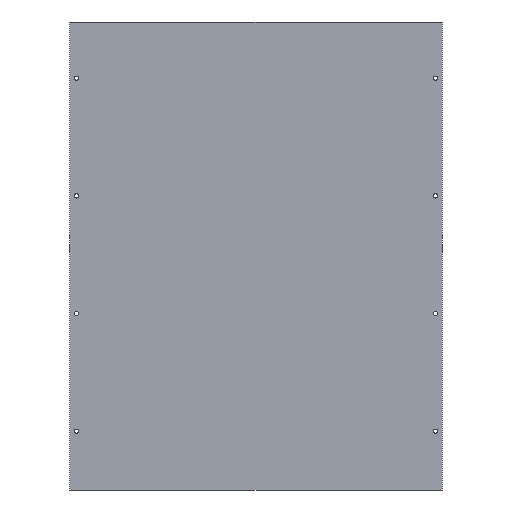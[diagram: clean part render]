
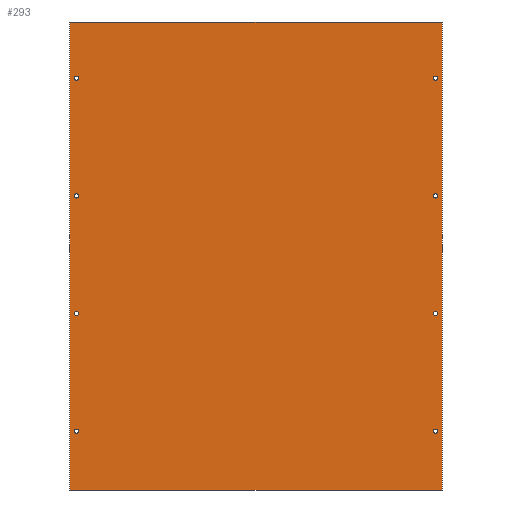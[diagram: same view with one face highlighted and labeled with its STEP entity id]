
A CAD part, left-side view. The second image highlights one B-rep face of the part: STEP entity #293.
In plain terms, the highlighted planar face has unit normal (-1, 0, 0).
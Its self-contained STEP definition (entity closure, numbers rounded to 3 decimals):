
#23=FACE_BOUND('',#68,.T.);
#24=FACE_BOUND('',#69,.T.);
#25=FACE_BOUND('',#70,.T.);
#26=FACE_BOUND('',#71,.T.);
#27=FACE_BOUND('',#72,.T.);
#28=FACE_BOUND('',#73,.T.);
#29=FACE_BOUND('',#74,.T.);
#30=FACE_BOUND('',#75,.T.);
#43=PLANE('',#342);
#53=FACE_OUTER_BOUND('',#67,.T.);
#67=EDGE_LOOP('',(#237,#238,#239,#240));
#68=EDGE_LOOP('',(#241));
#69=EDGE_LOOP('',(#242));
#70=EDGE_LOOP('',(#243));
#71=EDGE_LOOP('',(#244));
#72=EDGE_LOOP('',(#245));
#73=EDGE_LOOP('',(#246));
#74=EDGE_LOOP('',(#247));
#75=EDGE_LOOP('',(#248));
#95=LINE('',#482,#115);
#98=LINE('',#488,#118);
#101=LINE('',#494,#121);
#104=LINE('',#498,#124);
#115=VECTOR('',#396,10.);
#118=VECTOR('',#401,10.);
#121=VECTOR('',#406,10.);
#124=VECTOR('',#411,10.);
#129=CIRCLE('',#327,2.75);
#131=CIRCLE('',#330,2.75);
#133=CIRCLE('',#333,2.75);
#135=CIRCLE('',#336,2.75);
#137=CIRCLE('',#343,2.75);
#138=CIRCLE('',#344,2.75);
#139=CIRCLE('',#345,2.75);
#140=CIRCLE('',#346,2.75);
#145=VERTEX_POINT('',#452);
#147=VERTEX_POINT('',#458);
#149=VERTEX_POINT('',#464);
#151=VERTEX_POINT('',#470);
#155=VERTEX_POINT('',#479);
#156=VERTEX_POINT('',#481);
#158=VERTEX_POINT('',#487);
#160=VERTEX_POINT('',#493);
#161=VERTEX_POINT('',#500);
#162=VERTEX_POINT('',#502);
#163=VERTEX_POINT('',#504);
#164=VERTEX_POINT('',#506);
#169=EDGE_CURVE('',#145,#145,#129,.T.);
#172=EDGE_CURVE('',#147,#147,#131,.T.);
#175=EDGE_CURVE('',#149,#149,#133,.T.);
#178=EDGE_CURVE('',#151,#151,#135,.T.);
#183=EDGE_CURVE('',#155,#156,#95,.T.);
#186=EDGE_CURVE('',#158,#156,#98,.T.);
#189=EDGE_CURVE('',#160,#158,#101,.T.);
#192=EDGE_CURVE('',#160,#155,#104,.T.);
#193=EDGE_CURVE('',#161,#161,#137,.T.);
#194=EDGE_CURVE('',#162,#162,#138,.T.);
#195=EDGE_CURVE('',#163,#163,#139,.T.);
#196=EDGE_CURVE('',#164,#164,#140,.T.);
#237=ORIENTED_EDGE('',*,*,#192,.F.);
#238=ORIENTED_EDGE('',*,*,#189,.T.);
#239=ORIENTED_EDGE('',*,*,#186,.T.);
#240=ORIENTED_EDGE('',*,*,#183,.F.);
#241=ORIENTED_EDGE('',*,*,#193,.T.);
#242=ORIENTED_EDGE('',*,*,#194,.T.);
#243=ORIENTED_EDGE('',*,*,#195,.T.);
#244=ORIENTED_EDGE('',*,*,#196,.T.);
#245=ORIENTED_EDGE('',*,*,#169,.T.);
#246=ORIENTED_EDGE('',*,*,#172,.T.);
#247=ORIENTED_EDGE('',*,*,#175,.T.);
#248=ORIENTED_EDGE('',*,*,#178,.T.);
#293=ADVANCED_FACE('',(#53,#23,#24,#25,#26,#27,#28,#29,#30),#43,.T.);
#327=AXIS2_PLACEMENT_3D('',#453,#366,#367);
#330=AXIS2_PLACEMENT_3D('',#459,#373,#374);
#333=AXIS2_PLACEMENT_3D('',#465,#380,#381);
#336=AXIS2_PLACEMENT_3D('',#471,#387,#388);
#342=AXIS2_PLACEMENT_3D('',#499,#412,#413);
#343=AXIS2_PLACEMENT_3D('',#501,#414,#415);
#344=AXIS2_PLACEMENT_3D('',#503,#416,#417);
#345=AXIS2_PLACEMENT_3D('',#505,#418,#419);
#346=AXIS2_PLACEMENT_3D('',#507,#420,#421);
#366=DIRECTION('center_axis',(1.,0.,0.));
#367=DIRECTION('ref_axis',(0.,-1.,0.));
#373=DIRECTION('center_axis',(1.,0.,0.));
#374=DIRECTION('ref_axis',(0.,-1.,0.));
#380=DIRECTION('center_axis',(1.,0.,0.));
#381=DIRECTION('ref_axis',(0.,-1.,0.));
#387=DIRECTION('center_axis',(1.,0.,0.));
#388=DIRECTION('ref_axis',(0.,-1.,0.));
#396=DIRECTION('',(0.,-1.,0.));
#401=DIRECTION('',(0.,0.,1.));
#406=DIRECTION('',(0.,-1.,0.));
#411=DIRECTION('',(0.,0.,1.));
#412=DIRECTION('center_axis',(-1.,0.,0.));
#413=DIRECTION('ref_axis',(0.,0.,1.));
#414=DIRECTION('center_axis',(1.,0.,0.));
#415=DIRECTION('ref_axis',(0.,-1.,0.));
#416=DIRECTION('center_axis',(1.,0.,0.));
#417=DIRECTION('ref_axis',(0.,-1.,0.));
#418=DIRECTION('center_axis',(1.,0.,0.));
#419=DIRECTION('ref_axis',(0.,-1.,0.));
#420=DIRECTION('center_axis',(1.,0.,0.));
#421=DIRECTION('ref_axis',(0.,-1.,0.));
#452=CARTESIAN_POINT('',(-3.,472.75,527.185));
#453=CARTESIAN_POINT('Origin',(-3.,470.,527.185));
#458=CARTESIAN_POINT('',(-3.,472.75,376.31));
#459=CARTESIAN_POINT('Origin',(-3.,470.,376.31));
#464=CARTESIAN_POINT('',(-3.,472.75,678.06));
#465=CARTESIAN_POINT('Origin',(-3.,470.,678.06));
#470=CARTESIAN_POINT('',(-3.,472.75,225.435));
#471=CARTESIAN_POINT('Origin',(-3.,470.,225.435));
#479=CARTESIAN_POINT('',(-3.,479.,750.1));
#481=CARTESIAN_POINT('',(-3.,1.,750.1));
#482=CARTESIAN_POINT('',(-3.,479.,750.1));
#487=CARTESIAN_POINT('',(-3.,1.,150.1));
#488=CARTESIAN_POINT('',(-3.,1.,750.1));
#493=CARTESIAN_POINT('',(-3.,479.,150.1));
#494=CARTESIAN_POINT('',(-3.,1.,150.1));
#498=CARTESIAN_POINT('',(-3.,479.,733.1));
#499=CARTESIAN_POINT('Origin',(-3.,239.,450.1));
#500=CARTESIAN_POINT('',(-3.,12.75,678.06));
#501=CARTESIAN_POINT('Origin',(-3.,10.,678.06));
#502=CARTESIAN_POINT('',(-3.,12.75,527.185));
#503=CARTESIAN_POINT('Origin',(-3.,10.,527.185));
#504=CARTESIAN_POINT('',(-3.,12.75,376.31));
#505=CARTESIAN_POINT('Origin',(-3.,10.,376.31));
#506=CARTESIAN_POINT('',(-3.,12.75,225.435));
#507=CARTESIAN_POINT('Origin',(-3.,10.,225.435));
